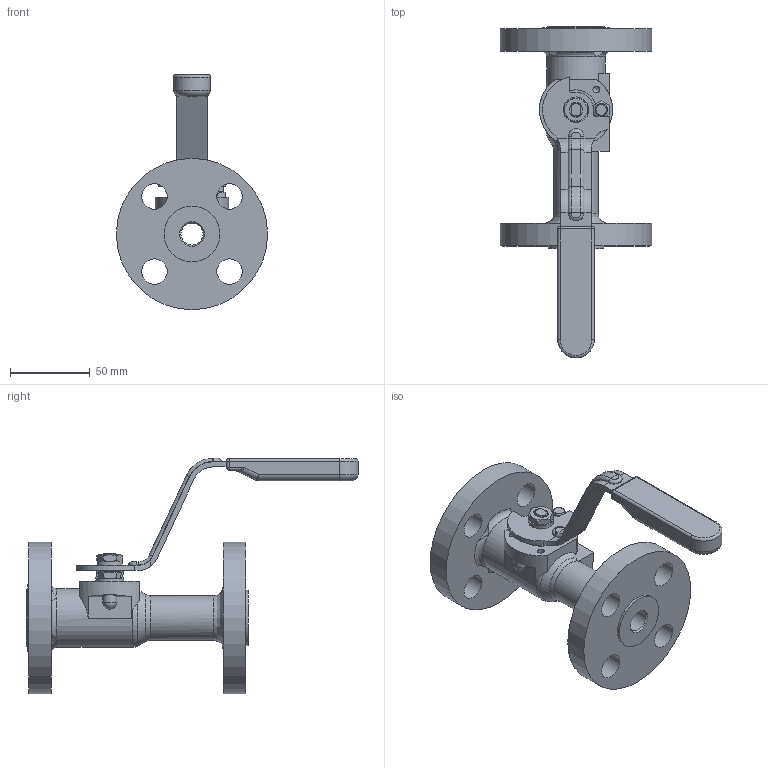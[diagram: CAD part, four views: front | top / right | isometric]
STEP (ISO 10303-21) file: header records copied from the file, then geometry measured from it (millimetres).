
FILE_DESCRIPTION((''),'2;1');
FILE_NAME('GA-F529-05-CL300-W-A-1.stp','2011-05-16T13:32:06',('jaday'),(''),'Autodesk Inventor 2009','Autodesk Inventor 2009','');
FILE_SCHEMA(('AUTOMOTIVE_DESIGN { 1 0 10303 214 1 1 1 1 }'));
Length unit declared in the file: millimetre
Products named in the file (9): GA-F529-05-CL300-W-A-1; GA-B52905-21200-A-1; GA-F519-05-STEM-BUILD-A-1; GA-B00005-06002-A-1; GA-B00005-52001-A-1; GA-B05105-01002-A-1; GA-B00005-34000-A-1; M10-0-000-5DS-A-1; GA-B00005-60130-A-1
Assembly tree (9 placements, depth 2):
  GA-F529-05-CL300-W-A-1
    GA-B52905-21200-A-1
    GA-F519-05-STEM-BUILD-A-1
    GA-B00005-06002-A-1  x2
    GA-B00005-52001-A-1
    GA-B05105-01002-A-1
    GA-B00005-34000-A-1
    M10-0-000-5DS-A-1
    GA-B00005-60130-A-1
Bounding box: 95 x 208.57 x 147.81 mm (x, y, z)
Volume: 306946.2 mm3; surface area: 80945.3 mm2
Topology: 9 solids, 9 shells, 330 faces, 829 edges, 517 vertices
Faces by surface type: plane 161, cylinder 91, cone 32, bspline 30, torus 9, sphere 7
Full cylindrical faces by diameter (mm): 7.925 x1, 9.406 x1, 13.85 x1, 14.095 x1, 16 x8, 17.45 x1, 25.085 x1, 28 x1, 34.9 x1, 35.85 x1, 37.15 x1, 41.702 x1, 95 x2
Entity records: 9969 total; most frequent: CARTESIAN_POINT 2655, DIRECTION 1476, ORIENTED_EDGE 1440, EDGE_CURVE 720, AXIS2_PLACEMENT_3D 546, VERTEX_POINT 474, VECTOR 384, LINE 384
